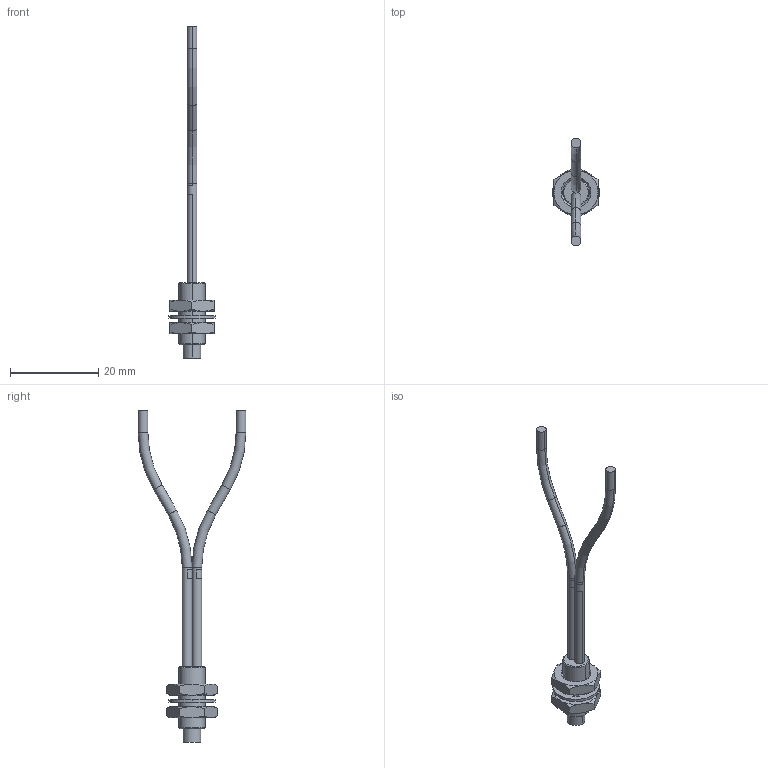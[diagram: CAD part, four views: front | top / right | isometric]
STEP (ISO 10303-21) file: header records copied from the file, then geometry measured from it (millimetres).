
FILE_DESCRIPTION((''),'2;1');
FILE_NAME('CAD2380','2016-08-23T',('cmozuch'),(''),'PRO/ENGINEER BY PARAMETRIC TECHNOLOGY CORPORATION, 2015440','PRO/ENGINEER BY PARAMETRIC TECHNOLOGY CORPORATION, 2015440','');
FILE_SCHEMA(('CONFIG_CONTROL_DESIGN'));
Length unit declared in the file: millimetre
Products named in the file (1): CAD2380
Bounding box: 10.6 x 24.41 x 75.22 mm (x, y, z)
Volume: 1200.7 mm3; surface area: 1660.5 mm2
Topology: 2 solids, 2 shells, 127 faces, 322 edges, 208 vertices
Faces by surface type: cylinder 42, plane 41, cone 36, torus 8
Entity records: 5093 total; most frequent: CARTESIAN_POINT 1015, DIRECTION 680, ORIENTED_EDGE 644, EDGE_CURVE 322, AXIS2_PLACEMENT_3D 279, VERTEX_POINT 208, CIRCLE 152, EDGE_LOOP 138
